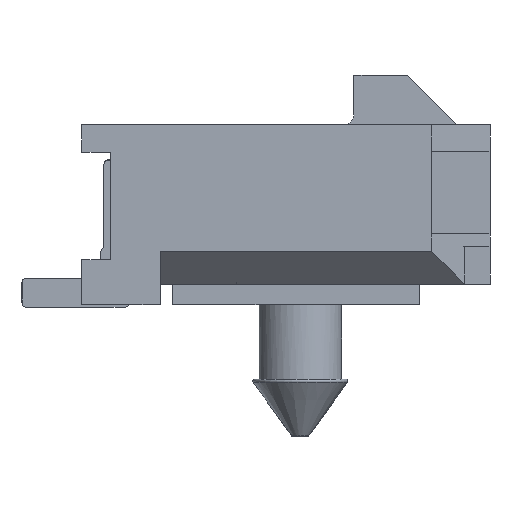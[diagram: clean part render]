
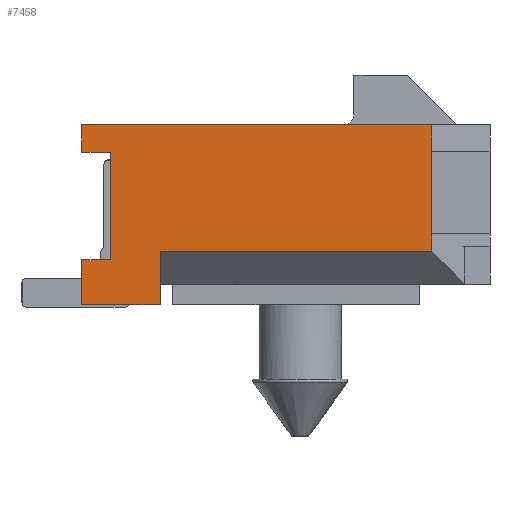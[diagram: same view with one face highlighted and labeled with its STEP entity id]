
A CAD part, front view. The second image highlights one B-rep face of the part: STEP entity #7458.
In plain terms, the highlighted face is planar.
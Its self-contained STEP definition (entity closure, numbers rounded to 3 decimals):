
#934=ORIENTED_EDGE('',*,*,#2269,.T.);
#935=ORIENTED_EDGE('',*,*,#2249,.T.);
#936=ORIENTED_EDGE('',*,*,#2288,.F.);
#937=ORIENTED_EDGE('',*,*,#2107,.T.);
#938=ORIENTED_EDGE('',*,*,#2237,.F.);
#939=ORIENTED_EDGE('',*,*,#2182,.F.);
#940=ORIENTED_EDGE('',*,*,#2224,.F.);
#941=ORIENTED_EDGE('',*,*,#2289,.T.);
#942=ORIENTED_EDGE('',*,*,#2267,.T.);
#943=ORIENTED_EDGE('',*,*,#2116,.T.);
#944=ORIENTED_EDGE('',*,*,#2119,.T.);
#945=ORIENTED_EDGE('',*,*,#2122,.T.);
#2107=EDGE_CURVE('',#2812,#2815,#3325,.T.);
#2116=EDGE_CURVE('',#2820,#2823,#3334,.T.);
#2119=EDGE_CURVE('',#2823,#2825,#3337,.T.);
#2122=EDGE_CURVE('',#2825,#2827,#3340,.T.);
#2182=EDGE_CURVE('',#2867,#2868,#3400,.T.);
#2224=EDGE_CURVE('',#2896,#2867,#3440,.T.);
#2237=EDGE_CURVE('',#2868,#2815,#3453,.T.);
#2249=EDGE_CURVE('',#2911,#2912,#3465,.T.);
#2267=EDGE_CURVE('',#2921,#2820,#3483,.T.);
#2269=EDGE_CURVE('',#2827,#2911,#3485,.T.);
#2288=EDGE_CURVE('',#2812,#2912,#3504,.T.);
#2289=EDGE_CURVE('',#2896,#2921,#3505,.T.);
#2812=VERTEX_POINT('',#10358);
#2815=VERTEX_POINT('',#10364);
#2820=VERTEX_POINT('',#10378);
#2823=VERTEX_POINT('',#10383);
#2825=VERTEX_POINT('',#10389);
#2827=VERTEX_POINT('',#10395);
#2867=VERTEX_POINT('',#10514);
#2868=VERTEX_POINT('',#10516);
#2896=VERTEX_POINT('',#10599);
#2911=VERTEX_POINT('',#10646);
#2912=VERTEX_POINT('',#10647);
#2921=VERTEX_POINT('',#10678);
#3325=LINE('',#10365,#4007);
#3334=LINE('',#10384,#4016);
#3337=LINE('',#10390,#4019);
#3340=LINE('',#10396,#4022);
#3400=LINE('',#10515,#4082);
#3440=LINE('',#10598,#4122);
#3453=LINE('',#10622,#4135);
#3465=LINE('',#10645,#4147);
#3483=LINE('',#10677,#4165);
#3485=LINE('',#10681,#4167);
#3504=LINE('',#10719,#4186);
#3505=LINE('',#10720,#4187);
#4007=VECTOR('',#8553,1000.);
#4016=VECTOR('',#8566,1000.);
#4019=VECTOR('',#8571,1000.);
#4022=VECTOR('',#8576,1000.);
#4082=VECTOR('',#8674,1000.);
#4122=VECTOR('',#8744,1000.);
#4135=VECTOR('',#8765,1000.);
#4147=VECTOR('',#8783,1000.);
#4165=VECTOR('',#8809,1000.);
#4167=VECTOR('',#8813,1000.);
#4186=VECTOR('',#8840,1000.);
#4187=VECTOR('',#8841,1000.);
#4564=EDGE_LOOP('',(#934,#935,#936,#937,#938,#939,#940,#941,#942,#943,#944,
#945));
#4866=FACE_BOUND('',#4564,.T.);
#5139=PLANE('',#7804);
#7458=ADVANCED_FACE('',(#4866),#5139,.T.);
#7804=AXIS2_PLACEMENT_3D('',#10718,#8838,#8839);
#8553=DIRECTION('',(0.,-1.,0.));
#8566=DIRECTION('',(0.,-1.,0.));
#8571=DIRECTION('',(0.,0.,-1.));
#8576=DIRECTION('',(0.,1.,0.));
#8674=DIRECTION('',(0.,0.,-1.));
#8744=DIRECTION('',(0.,0.,-1.));
#8765=DIRECTION('',(0.,0.,-1.));
#8783=DIRECTION('',(0.,-1.,0.));
#8809=DIRECTION('',(0.,0.,-1.));
#8813=DIRECTION('',(0.,0.,-1.));
#8838=DIRECTION('',(-1.,0.,0.));
#8839=DIRECTION('',(0.,0.,1.));
#8840=DIRECTION('',(0.,0.,-1.));
#8841=DIRECTION('',(0.,1.,0.));
#10358=CARTESIAN_POINT('',(-6.325,3.05,-0.885));
#10364=CARTESIAN_POINT('',(-6.325,-3.536,-0.885));
#10365=CARTESIAN_POINT('',(-6.325,0.,-0.885));
#10378=CARTESIAN_POINT('',(-6.325,4.95,1.515));
#10383=CARTESIAN_POINT('',(-6.325,4.25,1.515));
#10384=CARTESIAN_POINT('',(-6.325,0.,1.515));
#10389=CARTESIAN_POINT('',(-6.325,4.25,-1.085));
#10390=CARTESIAN_POINT('',(-6.325,4.25,0.));
#10395=CARTESIAN_POINT('',(-6.325,4.95,-1.085));
#10396=CARTESIAN_POINT('',(-6.325,0.,-1.085));
#10514=CARTESIAN_POINT('',(-6.325,-3.536,1.535));
#10515=CARTESIAN_POINT('',(-6.325,-3.536,1.535));
#10516=CARTESIAN_POINT('',(-6.325,-3.536,-0.465));
#10598=CARTESIAN_POINT('',(-6.325,-3.536,0.));
#10599=CARTESIAN_POINT('',(-6.325,-3.536,2.185));
#10622=CARTESIAN_POINT('',(-6.325,-3.536,0.));
#10645=CARTESIAN_POINT('',(-6.325,4.95,-2.185));
#10646=CARTESIAN_POINT('',(-6.325,4.95,-2.185));
#10647=CARTESIAN_POINT('',(-6.325,3.05,-2.185));
#10677=CARTESIAN_POINT('',(-6.325,4.95,2.185));
#10678=CARTESIAN_POINT('',(-6.325,4.95,2.185));
#10681=CARTESIAN_POINT('',(-6.325,4.95,2.185));
#10718=CARTESIAN_POINT('',(-6.325,0.,0.));
#10719=CARTESIAN_POINT('',(-6.325,3.05,-1.685));
#10720=CARTESIAN_POINT('',(-6.325,-4.95,2.185));
